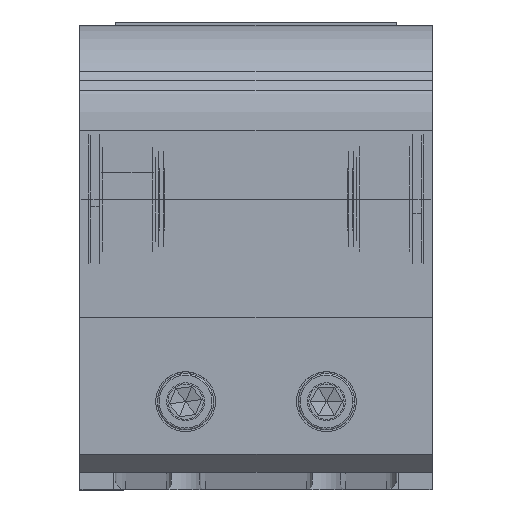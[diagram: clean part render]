
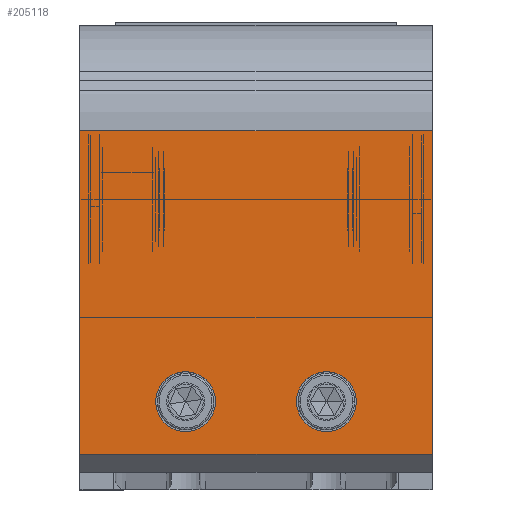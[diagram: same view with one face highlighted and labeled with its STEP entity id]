
A CAD part, top view. The second image highlights one B-rep face of the part: STEP entity #205118.
In plain terms, the highlighted planar face has unit normal (0, 0, 1).
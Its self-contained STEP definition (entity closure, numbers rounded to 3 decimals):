
#2273 = LINE ( 'NONE', #129964, #254746 ) ;
#4359 = CARTESIAN_POINT ( 'NONE',  ( 131.658, 218.108, 657.202 ) ) ;
#5014 = EDGE_CURVE ( 'NONE', #268155, #22470, #64975, .T. ) ;
#8855 = LINE ( 'NONE', #205784, #248977 ) ;
#20082 = CARTESIAN_POINT ( 'NONE',  ( 131.658, 218.108, 657.202 ) ) ;
#21234 = CARTESIAN_POINT ( 'NONE',  ( 201.658, 295.108, 657.202 ) ) ;
#22470 = VERTEX_POINT ( 'NONE', #84243 ) ;
#24516 = CARTESIAN_POINT ( 'NONE',  ( 140.158, 218.108, 657.202 ) ) ;
#24882 = EDGE_CURVE ( 'NONE', #198392, #186565, #8855, .T. ) ;
#25052 = CARTESIAN_POINT ( 'NONE',  ( 123.158, 218.108, 657.202 ) ) ;
#25917 = AXIS2_PLACEMENT_3D ( 'NONE', #41019, #97969, #267436 ) ;
#27556 = CARTESIAN_POINT ( 'NONE',  ( 101.658, 295.108, 657.202 ) ) ;
#35486 = DIRECTION ( 'NONE',  ( 0., 0., 1. ) ) ;
#38817 = VERTEX_POINT ( 'NONE', #85396 ) ;
#41019 = CARTESIAN_POINT ( 'NONE',  ( 201.658, 203.108, 657.202 ) ) ;
#46803 = VERTEX_POINT ( 'NONE', #52481 ) ;
#46972 = VECTOR ( 'NONE', #65618, 1000. ) ;
#52481 = CARTESIAN_POINT ( 'NONE',  ( 180.158, 218.108, 657.202 ) ) ;
#54849 = AXIS2_PLACEMENT_3D ( 'NONE', #4359, #258323, #75013 ) ;
#57714 = FACE_OUTER_BOUND ( 'NONE', #229119, .T. ) ;
#64549 = EDGE_CURVE ( 'NONE', #136888, #233006, #72514, .T. ) ;
#64975 = LINE ( 'NONE', #228799, #68721 ) ;
#65618 = DIRECTION ( 'NONE',  ( -1., 0., 0. ) ) ;
#68721 = VECTOR ( 'NONE', #123397, 1000. ) ;
#72166 = EDGE_LOOP ( 'NONE', ( #139697, #144561 ) ) ;
#72514 = CIRCLE ( 'NONE', #54849, 8.5 ) ;
#73942 = EDGE_CURVE ( 'NONE', #233006, #136888, #246644, .T. ) ;
#74366 = ORIENTED_EDGE ( 'NONE', *, *, #249120, .F. ) ;
#74485 = CIRCLE ( 'NONE', #78820, 8.5 ) ;
#75013 = DIRECTION ( 'NONE',  ( 1., 0., 0. ) ) ;
#75588 = CARTESIAN_POINT ( 'NONE',  ( 171.658, 218.108, 657.202 ) ) ;
#78820 = AXIS2_PLACEMENT_3D ( 'NONE', #246571, #35486, #184116 ) ;
#80242 = ORIENTED_EDGE ( 'NONE', *, *, #171389, .F. ) ;
#83489 = ORIENTED_EDGE ( 'NONE', *, *, #24882, .F. ) ;
#84243 = CARTESIAN_POINT ( 'NONE',  ( 101.658, 203.108, 657.202 ) ) ;
#85396 = CARTESIAN_POINT ( 'NONE',  ( 163.158, 218.108, 657.202 ) ) ;
#89855 = ORIENTED_EDGE ( 'NONE', *, *, #187709, .F. ) ;
#97969 = DIRECTION ( 'NONE',  ( 0., 0., -1. ) ) ;
#102086 = FACE_BOUND ( 'NONE', #72166, .T. ) ;
#110391 = CIRCLE ( 'NONE', #132504, 8.5 ) ;
#113956 = ORIENTED_EDGE ( 'NONE', *, *, #5014, .T. ) ;
#117186 = ORIENTED_EDGE ( 'NONE', *, *, #234923, .T. ) ;
#119952 = DIRECTION ( 'NONE',  ( 0., 0., 1. ) ) ;
#123397 = DIRECTION ( 'NONE',  ( 0., -1., 0. ) ) ;
#125636 = DIRECTION ( 'NONE',  ( 1., 0., 0. ) ) ;
#129964 = CARTESIAN_POINT ( 'NONE',  ( 201.658, 203.108, 657.202 ) ) ;
#132504 = AXIS2_PLACEMENT_3D ( 'NONE', #75588, #119952, #264419 ) ;
#136888 = VERTEX_POINT ( 'NONE', #25052 ) ;
#139697 = ORIENTED_EDGE ( 'NONE', *, *, #73942, .F. ) ;
#142143 = CARTESIAN_POINT ( 'NONE',  ( 201.658, 295.108, 657.202 ) ) ;
#142458 = PLANE ( 'NONE',  #25917 ) ;
#144561 = ORIENTED_EDGE ( 'NONE', *, *, #64549, .F. ) ;
#168366 = DIRECTION ( 'NONE',  ( 0., -1., 0. ) ) ;
#169892 = LINE ( 'NONE', #21234, #46972 ) ;
#171389 = EDGE_CURVE ( 'NONE', #46803, #38817, #110391, .T. ) ;
#180106 = AXIS2_PLACEMENT_3D ( 'NONE', #20082, #247812, #125636 ) ;
#184116 = DIRECTION ( 'NONE',  ( 1., 0., 0. ) ) ;
#186565 = VERTEX_POINT ( 'NONE', #208079 ) ;
#187709 = EDGE_CURVE ( 'NONE', #38817, #46803, #74485, .T. ) ;
#198392 = VERTEX_POINT ( 'NONE', #142143 ) ;
#205118 = ADVANCED_FACE ( 'NONE', ( #102086, #229812, #57714 ), #142458, .F. ) ;
#205784 = CARTESIAN_POINT ( 'NONE',  ( 201.658, 203.108, 657.202 ) ) ;
#208079 = CARTESIAN_POINT ( 'NONE',  ( 201.658, 203.108, 657.202 ) ) ;
#213167 = DIRECTION ( 'NONE',  ( -1., 0., 0. ) ) ;
#228799 = CARTESIAN_POINT ( 'NONE',  ( 101.658, 203.108, 657.202 ) ) ;
#229119 = EDGE_LOOP ( 'NONE', ( #113956, #74366, #83489, #117186 ) ) ;
#229812 = FACE_BOUND ( 'NONE', #253305, .T. ) ;
#233006 = VERTEX_POINT ( 'NONE', #24516 ) ;
#234923 = EDGE_CURVE ( 'NONE', #198392, #268155, #169892, .T. ) ;
#246571 = CARTESIAN_POINT ( 'NONE',  ( 171.658, 218.108, 657.202 ) ) ;
#246644 = CIRCLE ( 'NONE', #180106, 8.5 ) ;
#247812 = DIRECTION ( 'NONE',  ( 0., 0., 1. ) ) ;
#248977 = VECTOR ( 'NONE', #168366, 1000. ) ;
#249120 = EDGE_CURVE ( 'NONE', #186565, #22470, #2273, .T. ) ;
#253305 = EDGE_LOOP ( 'NONE', ( #80242, #89855 ) ) ;
#254746 = VECTOR ( 'NONE', #213167, 1000. ) ;
#258323 = DIRECTION ( 'NONE',  ( 0., 0., 1. ) ) ;
#264419 = DIRECTION ( 'NONE',  ( 1., 0., 0. ) ) ;
#267436 = DIRECTION ( 'NONE',  ( 0., 1., 0. ) ) ;
#268155 = VERTEX_POINT ( 'NONE', #27556 ) ;
